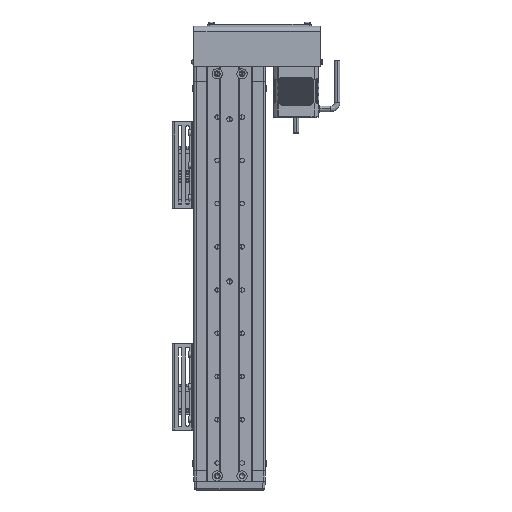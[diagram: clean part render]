
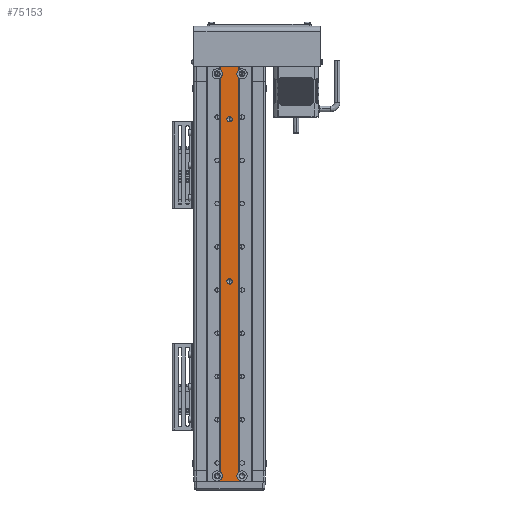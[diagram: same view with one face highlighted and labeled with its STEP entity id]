
A CAD part, front view. The second image highlights one B-rep face of the part: STEP entity #75153.
In plain terms, the highlighted planar face has unit normal (0, -1, 0).
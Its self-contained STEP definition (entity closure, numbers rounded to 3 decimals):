
#419 = FACE_OUTER_BOUND ( 'NONE', #18223, .T. ) ;
#874 = DIRECTION ( 'NONE',  ( 1., 0., 0. ) ) ;
#1223 = CARTESIAN_POINT ( 'NONE',  ( 0., -4.25, -49. ) ) ;
#4913 = EDGE_CURVE ( 'NONE', #77505, #98363, #124145, .T. ) ;
#5472 = VERTEX_POINT ( 'NONE', #100157 ) ;
#6109 = DIRECTION ( 'NONE',  ( 0., -1., 0. ) ) ;
#6741 = AXIS2_PLACEMENT_3D ( 'NONE', #96749, #38660, #106548 ) ;
#9039 = CARTESIAN_POINT ( 'NONE',  ( 11.5, -4.25, -7. ) ) ;
#9490 = CARTESIAN_POINT ( 'NONE',  ( -8.5, -4.25, -384. ) ) ;
#10229 = VERTEX_POINT ( 'NONE', #44906 ) ;
#10943 = DIRECTION ( 'NONE',  ( 0., 0., -1. ) ) ;
#13206 = LINE ( 'NONE', #79020, #113514 ) ;
#14358 = DIRECTION ( 'NONE',  ( 0., -1., 0. ) ) ;
#14706 = VECTOR ( 'NONE', #49668, 1000. ) ;
#16347 = ORIENTED_EDGE ( 'NONE', *, *, #83993, .T. ) ;
#16725 = AXIS2_PLACEMENT_3D ( 'NONE', #9490, #19275, #87215 ) ;
#16928 = CARTESIAN_POINT ( 'NONE',  ( 0., -4.25, -51.5 ) ) ;
#18223 = EDGE_LOOP ( 'NONE', ( #117286, #16347, #47085, #27104, #24158, #103415, #21779, #67762, #70693, #34479, #59958, #93291 ) ) ;
#18718 = CIRCLE ( 'NONE', #36530, 4.75 ) ;
#18844 = DIRECTION ( 'NONE',  ( 1., 0., 0. ) ) ;
#19275 = DIRECTION ( 'NONE',  ( 0., -1., 0. ) ) ;
#20795 = VECTOR ( 'NONE', #64221, 1000. ) ;
#21578 = CARTESIAN_POINT ( 'NONE',  ( 0., -4.25, -199. ) ) ;
#21654 = CARTESIAN_POINT ( 'NONE',  ( 0., -4.25, -201.5 ) ) ;
#21779 = ORIENTED_EDGE ( 'NONE', *, *, #76034, .F. ) ;
#23834 = VERTEX_POINT ( 'NONE', #115309 ) ;
#23928 = LINE ( 'NONE', #112196, #75617 ) ;
#24158 = ORIENTED_EDGE ( 'NONE', *, *, #119323, .F. ) ;
#25196 = LINE ( 'NONE', #66596, #70836 ) ;
#27104 = ORIENTED_EDGE ( 'NONE', *, *, #42388, .F. ) ;
#27571 = CIRCLE ( 'NONE', #83517, 4.75 ) ;
#31346 = DIRECTION ( 'NONE',  ( 0., 0., -1. ) ) ;
#32679 = DIRECTION ( 'NONE',  ( 0., -1., 0. ) ) ;
#34479 = ORIENTED_EDGE ( 'NONE', *, *, #113755, .T. ) ;
#35877 = EDGE_CURVE ( 'NONE', #60251, #77195, #18718, .T. ) ;
#36530 = AXIS2_PLACEMENT_3D ( 'NONE', #117216, #59166, #874 ) ;
#37958 = CARTESIAN_POINT ( 'NONE',  ( 0., -4.25, -196.5 ) ) ;
#38660 = DIRECTION ( 'NONE',  ( 0., -1., 0. ) ) ;
#40528 = EDGE_CURVE ( 'NONE', #64886, #10229, #57611, .T. ) ;
#42388 = EDGE_CURVE ( 'NONE', #51330, #91154, #25196, .T. ) ;
#44906 = CARTESIAN_POINT ( 'NONE',  ( 0., -4.25, -46.5 ) ) ;
#46487 = EDGE_CURVE ( 'NONE', #10229, #64886, #86178, .T. ) ;
#47085 = ORIENTED_EDGE ( 'NONE', *, *, #65289, .F. ) ;
#49124 = FACE_BOUND ( 'NONE', #112862, .T. ) ;
#49668 = DIRECTION ( 'NONE',  ( 1., 0., 0. ) ) ;
#50577 = CARTESIAN_POINT ( 'NONE',  ( -8.5, -4.25, -3.317 ) ) ;
#51330 = VERTEX_POINT ( 'NONE', #50577 ) ;
#52925 = EDGE_CURVE ( 'NONE', #23834, #74141, #104026, .T. ) ;
#53907 = VERTEX_POINT ( 'NONE', #78971 ) ;
#55099 = VERTEX_POINT ( 'NONE', #21654 ) ;
#57611 = CIRCLE ( 'NONE', #6741, 2.5 ) ;
#58603 = EDGE_CURVE ( 'NONE', #77505, #88085, #122709, .T. ) ;
#59166 = DIRECTION ( 'NONE',  ( 0., -1., 0. ) ) ;
#59958 = ORIENTED_EDGE ( 'NONE', *, *, #35877, .F. ) ;
#60251 = VERTEX_POINT ( 'NONE', #64797 ) ;
#63535 = CIRCLE ( 'NONE', #96683, 4.75 ) ;
#63940 = LINE ( 'NONE', #104597, #115478 ) ;
#64107 = AXIS2_PLACEMENT_3D ( 'NONE', #90849, #32679, #100615 ) ;
#64221 = DIRECTION ( 'NONE',  ( 1., 0., 0. ) ) ;
#64416 = CARTESIAN_POINT ( 'NONE',  ( -11.5, -4.25, -7. ) ) ;
#64797 = CARTESIAN_POINT ( 'NONE',  ( 8.5, -4.25, -375.317 ) ) ;
#64886 = VERTEX_POINT ( 'NONE', #16928 ) ;
#65289 = EDGE_CURVE ( 'NONE', #91154, #53907, #118074, .T. ) ;
#66596 = CARTESIAN_POINT ( 'NONE',  ( -8.5, -4.25, -384. ) ) ;
#67762 = ORIENTED_EDGE ( 'NONE', *, *, #58603, .F. ) ;
#69176 = CARTESIAN_POINT ( 'NONE',  ( -8.5, -4.25, 0. ) ) ;
#69241 = DIRECTION ( 'NONE',  ( 0., -1., 0. ) ) ;
#70693 = ORIENTED_EDGE ( 'NONE', *, *, #4913, .T. ) ;
#70836 = VECTOR ( 'NONE', #115325, 1000. ) ;
#71486 = CARTESIAN_POINT ( 'NONE',  ( 8.5, -4.25, -382.683 ) ) ;
#72613 = CARTESIAN_POINT ( 'NONE',  ( -11.5, -4.25, -379. ) ) ;
#73898 = CARTESIAN_POINT ( 'NONE',  ( -8.5, -4.25, -384. ) ) ;
#74112 = DIRECTION ( 'NONE',  ( 1., 0., 0. ) ) ;
#74141 = VERTEX_POINT ( 'NONE', #119828 ) ;
#74879 = FACE_BOUND ( 'NONE', #85797, .T. ) ;
#75153 = ADVANCED_FACE ( 'NONE', ( #49124, #74879, #419 ), #77480, .T. ) ;
#75155 = VECTOR ( 'NONE', #101464, 1000. ) ;
#75333 = DIRECTION ( 'NONE',  ( 0., 0., 1. ) ) ;
#75617 = VECTOR ( 'NONE', #122000, 1000. ) ;
#75992 = EDGE_CURVE ( 'NONE', #55099, #115495, #105088, .T. ) ;
#76034 = EDGE_CURVE ( 'NONE', #88085, #23834, #27571, .T. ) ;
#76936 = EDGE_CURVE ( 'NONE', #110348, #5472, #95963, .T. ) ;
#76987 = CARTESIAN_POINT ( 'NONE',  ( -8.5, -4.25, 0. ) ) ;
#77040 = DIRECTION ( 'NONE',  ( 0., -1., 0. ) ) ;
#77195 = VERTEX_POINT ( 'NONE', #71486 ) ;
#77480 = PLANE ( 'NONE',  #16725 ) ;
#77505 = VERTEX_POINT ( 'NONE', #87038 ) ;
#78705 = CARTESIAN_POINT ( 'NONE',  ( -8.5, -4.25, -382.683 ) ) ;
#78971 = CARTESIAN_POINT ( 'NONE',  ( 8.5, -4.25, 0. ) ) ;
#79020 = CARTESIAN_POINT ( 'NONE',  ( 8.5, -4.25, -384. ) ) ;
#81812 = EDGE_CURVE ( 'NONE', #60251, #5472, #63940, .T. ) ;
#82333 = DIRECTION ( 'NONE',  ( 1., 0., 0. ) ) ;
#83517 = AXIS2_PLACEMENT_3D ( 'NONE', #72613, #14358, #82333 ) ;
#83993 = EDGE_CURVE ( 'NONE', #110348, #53907, #13206, .T. ) ;
#85022 = DIRECTION ( 'NONE',  ( 0., 0., 1. ) ) ;
#85797 = EDGE_LOOP ( 'NONE', ( #98024, #112529 ) ) ;
#86178 = CIRCLE ( 'NONE', #113702, 2.5 ) ;
#87038 = CARTESIAN_POINT ( 'NONE',  ( -8.5, -4.25, -384. ) ) ;
#87215 = DIRECTION ( 'NONE',  ( 1., 0., 0. ) ) ;
#87950 = CARTESIAN_POINT ( 'NONE',  ( 8.5, -4.25, -384. ) ) ;
#88001 = CIRCLE ( 'NONE', #123665, 2.5 ) ;
#88085 = VERTEX_POINT ( 'NONE', #78705 ) ;
#88778 = DIRECTION ( 'NONE',  ( 0., 0., 1. ) ) ;
#89546 = DIRECTION ( 'NONE',  ( 0., -1., 0. ) ) ;
#90849 = CARTESIAN_POINT ( 'NONE',  ( 0., -4.25, -199. ) ) ;
#91154 = VERTEX_POINT ( 'NONE', #76987 ) ;
#91680 = CARTESIAN_POINT ( 'NONE',  ( -8.5, -4.25, -384. ) ) ;
#93291 = ORIENTED_EDGE ( 'NONE', *, *, #81812, .T. ) ;
#93444 = ORIENTED_EDGE ( 'NONE', *, *, #46487, .F. ) ;
#95963 = CIRCLE ( 'NONE', #117729, 4.75 ) ;
#96683 = AXIS2_PLACEMENT_3D ( 'NONE', #64416, #6109, #74112 ) ;
#96749 = CARTESIAN_POINT ( 'NONE',  ( 0., -4.25, -49. ) ) ;
#98024 = ORIENTED_EDGE ( 'NONE', *, *, #75992, .F. ) ;
#98363 = VERTEX_POINT ( 'NONE', #87950 ) ;
#100157 = CARTESIAN_POINT ( 'NONE',  ( 8.5, -4.25, -10.683 ) ) ;
#100615 = DIRECTION ( 'NONE',  ( 0., 0., -1. ) ) ;
#101464 = DIRECTION ( 'NONE',  ( 0., 0., 1. ) ) ;
#103415 = ORIENTED_EDGE ( 'NONE', *, *, #52925, .F. ) ;
#104026 = LINE ( 'NONE', #91680, #75155 ) ;
#104597 = CARTESIAN_POINT ( 'NONE',  ( 8.5, -4.25, -384. ) ) ;
#105088 = CIRCLE ( 'NONE', #64107, 2.5 ) ;
#106548 = DIRECTION ( 'NONE',  ( 0., 0., -1. ) ) ;
#107252 = CARTESIAN_POINT ( 'NONE',  ( 8.5, -4.25, -3.317 ) ) ;
#109839 = EDGE_CURVE ( 'NONE', #115495, #55099, #88001, .T. ) ;
#110348 = VERTEX_POINT ( 'NONE', #107252 ) ;
#111929 = ORIENTED_EDGE ( 'NONE', *, *, #40528, .F. ) ;
#112196 = CARTESIAN_POINT ( 'NONE',  ( 8.5, -4.25, -384. ) ) ;
#112529 = ORIENTED_EDGE ( 'NONE', *, *, #109839, .F. ) ;
#112862 = EDGE_LOOP ( 'NONE', ( #111929, #93444 ) ) ;
#113514 = VECTOR ( 'NONE', #88778, 1000. ) ;
#113702 = AXIS2_PLACEMENT_3D ( 'NONE', #1223, #69241, #10943 ) ;
#113755 = EDGE_CURVE ( 'NONE', #98363, #77195, #23928, .T. ) ;
#114326 = CARTESIAN_POINT ( 'NONE',  ( -8.5, -4.25, -384. ) ) ;
#115309 = CARTESIAN_POINT ( 'NONE',  ( -8.5, -4.25, -375.317 ) ) ;
#115325 = DIRECTION ( 'NONE',  ( 0., 0., 1. ) ) ;
#115478 = VECTOR ( 'NONE', #75333, 1000. ) ;
#115495 = VERTEX_POINT ( 'NONE', #37958 ) ;
#116598 = VECTOR ( 'NONE', #85022, 1000. ) ;
#117216 = CARTESIAN_POINT ( 'NONE',  ( 11.5, -4.25, -379. ) ) ;
#117286 = ORIENTED_EDGE ( 'NONE', *, *, #76936, .F. ) ;
#117729 = AXIS2_PLACEMENT_3D ( 'NONE', #9039, #77040, #18844 ) ;
#118074 = LINE ( 'NONE', #69176, #14706 ) ;
#119323 = EDGE_CURVE ( 'NONE', #74141, #51330, #63535, .T. ) ;
#119828 = CARTESIAN_POINT ( 'NONE',  ( -8.5, -4.25, -10.683 ) ) ;
#122000 = DIRECTION ( 'NONE',  ( 0., 0., 1. ) ) ;
#122709 = LINE ( 'NONE', #114326, #116598 ) ;
#123665 = AXIS2_PLACEMENT_3D ( 'NONE', #21578, #89546, #31346 ) ;
#124145 = LINE ( 'NONE', #73898, #20795 ) ;
